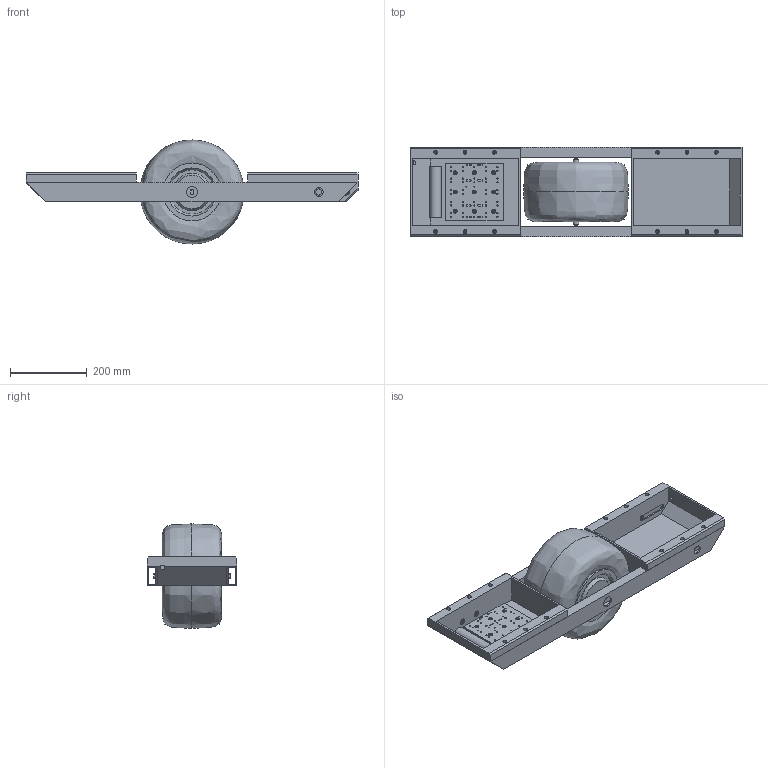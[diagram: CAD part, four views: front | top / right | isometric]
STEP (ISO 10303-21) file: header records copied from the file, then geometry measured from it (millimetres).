
FILE_DESCRIPTION(/* description */ (''),/* implementation_level */ '2;1');
FILE_NAME(/* name */ 'OpenWheel v52.step',/* time_stamp */ '2021-05-25T13:42:23-07:00',/* author */ (''),/* organization */ (''),/* preprocessor_version */ 'ST-DEVELOPER v18.1',/* originating_system */ 'Autodesk Translation Framework v10.6.0.1341',/* authorisation */ '');
FILE_SCHEMA (('AUTOMOTIVE_DESIGN { 1 0 10303 214 3 1 1 }'));
Length unit declared in the file: millimetre
Products named in the file (2): OpenWheel; Openwheel_1
Assembly tree (1 placements, depth 2):
  OpenWheel
    Openwheel_1
Bounding box: 863.6 x 231.78 x 270.85 mm (x, y, z)
Volume: 10853443.6 mm3; surface area: 1273370.6 mm2
Topology: 6 solids, 6 shells, 484 faces, 1263 edges, 838 vertices
Faces by surface type: cylinder 244, plane 153, bspline 74, torus 9, cone 4
Full cylindrical faces by diameter (mm): 2.5 x2, 3 x46, 4.2 x33, 5.5 x21, 10 x12, 10.2 x18, 12 x2, 13.822 x2, 15.875 x7, 22.225 x1, 28.575 x2, 150 x2
Entity records: 18947 total; most frequent: CARTESIAN_POINT 6876, ORIENTED_EDGE 2526, DIRECTION 2188, EDGE_CURVE 1263, VERTEX_POINT 838, AXIS2_PLACEMENT_3D 803, EDGE_LOOP 769, LINE 582
